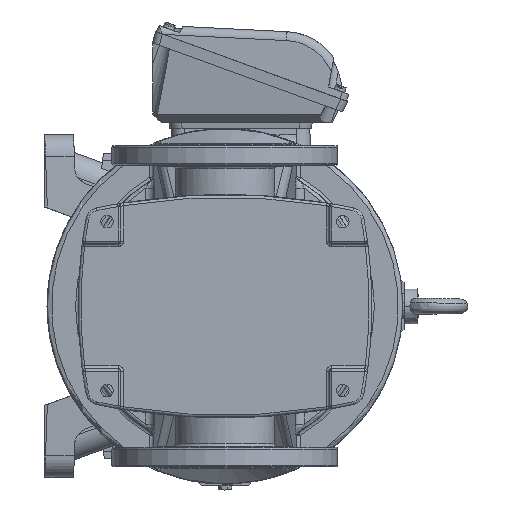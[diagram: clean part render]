
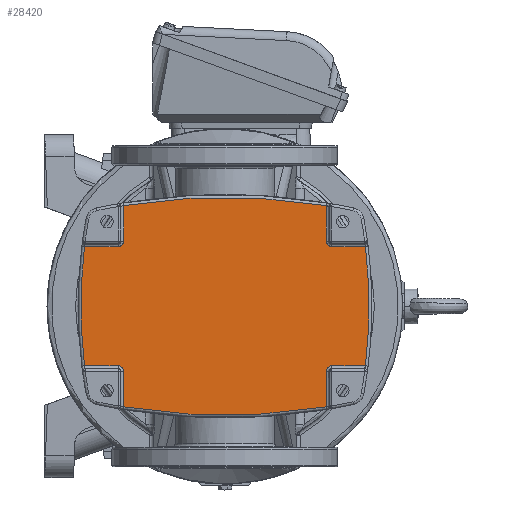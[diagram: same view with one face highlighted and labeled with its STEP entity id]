
A CAD part, front view. The second image highlights one B-rep face of the part: STEP entity #28420.
In plain terms, the highlighted planar face has unit normal (0, -1, 0).
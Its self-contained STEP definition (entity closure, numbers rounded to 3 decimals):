
#1092 = DIRECTION ( 'NONE',  ( 0.164, 0., 0.987 ) ) ;
#4001 = DIRECTION ( 'NONE',  ( 0., 1., 0. ) ) ;
#5717 = AXIS2_PLACEMENT_3D ( 'NONE', #138197, #114399, #52558 ) ;
#6035 = VERTEX_POINT ( 'NONE', #9270 ) ;
#6581 = DIRECTION ( 'NONE',  ( -1., 0., 0. ) ) ;
#7079 = AXIS2_PLACEMENT_3D ( 'NONE', #115410, #92380, #114632 ) ;
#7330 = VERTEX_POINT ( 'NONE', #113692 ) ;
#9270 = CARTESIAN_POINT ( 'NONE',  ( -4.488, 0.787, -2.874 ) ) ;
#11912 = DIRECTION ( 'NONE',  ( 0., -1., 0. ) ) ;
#12239 = CIRCLE ( 'NONE', #100901, 0.236 ) ;
#12777 = EDGE_CURVE ( 'NONE', #53509, #89170, #150924, .T. ) ;
#14108 = CIRCLE ( 'NONE', #140778, 27.441 ) ;
#22190 = DIRECTION ( 'NONE',  ( 0., 0., -1. ) ) ;
#22958 = DIRECTION ( 'NONE',  ( 0., 1., 0. ) ) ;
#25708 = CARTESIAN_POINT ( 'NONE',  ( 4.488, 0.787, 4.453 ) ) ;
#27163 = CARTESIAN_POINT ( 'NONE',  ( -4.488, 0.787, -4.453 ) ) ;
#27702 = VECTOR ( 'NONE', #66472, 39.37 ) ;
#28071 = VECTOR ( 'NONE', #117687, 39.37 ) ;
#28420 = ADVANCED_FACE ( 'NONE', ( #138766 ), #42021, .F. ) ;
#28440 = DIRECTION ( 'NONE',  ( -1., 0., 0. ) ) ;
#28913 = EDGE_CURVE ( 'NONE', #38868, #149457, #14108, .T. ) ;
#28972 = VECTOR ( 'NONE', #87714, 39.37 ) ;
#31449 = ORIENTED_EDGE ( 'NONE', *, *, #28913, .T. ) ;
#35387 = DIRECTION ( 'NONE',  ( 0., -1., 0. ) ) ;
#38292 = ORIENTED_EDGE ( 'NONE', *, *, #87711, .T. ) ;
#38484 = VECTOR ( 'NONE', #28440, 39.37 ) ;
#38868 = VERTEX_POINT ( 'NONE', #27163 ) ;
#39338 = CARTESIAN_POINT ( 'NONE',  ( -4.488, 0.787, 4.453 ) ) ;
#42021 = PLANE ( 'NONE',  #62077 ) ;
#43163 = CARTESIAN_POINT ( 'NONE',  ( 4.488, 0.787, -4.453 ) ) ;
#43827 = EDGE_CURVE ( 'NONE', #89170, #67897, #12239, .T. ) ;
#45043 = LINE ( 'NONE', #102992, #27702 ) ;
#45514 = VERTEX_POINT ( 'NONE', #153506 ) ;
#46757 = CARTESIAN_POINT ( 'NONE',  ( 4.724, 0.787, 2.874 ) ) ;
#47234 = ORIENTED_EDGE ( 'NONE', *, *, #79846, .T. ) ;
#47378 = CARTESIAN_POINT ( 'NONE',  ( 4.488, 0.787, 2.874 ) ) ;
#47920 = ORIENTED_EDGE ( 'NONE', *, *, #48663, .T. ) ;
#47993 = EDGE_CURVE ( 'NONE', #101168, #53509, #117112, .T. ) ;
#48069 = CIRCLE ( 'NONE', #136730, 21.535 ) ;
#48284 = LINE ( 'NONE', #133923, #52677 ) ;
#48663 = EDGE_CURVE ( 'NONE', #67897, #152427, #77343, .T. ) ;
#50422 = CARTESIAN_POINT ( 'NONE',  ( 0., 0.787, 22.618 ) ) ;
#51347 = ORIENTED_EDGE ( 'NONE', *, *, #126880, .T. ) ;
#52558 = DIRECTION ( 'NONE',  ( 0.992, 0., -0.122 ) ) ;
#52677 = VECTOR ( 'NONE', #84000, 39.37 ) ;
#53509 = VERTEX_POINT ( 'NONE', #131462 ) ;
#58319 = ORIENTED_EDGE ( 'NONE', *, *, #58566, .T. ) ;
#58566 = EDGE_CURVE ( 'NONE', #6035, #38868, #48284, .T. ) ;
#58736 = CARTESIAN_POINT ( 'NONE',  ( -4.724, 0.787, 2.874 ) ) ;
#58918 = CARTESIAN_POINT ( 'NONE',  ( 6.216, 0.787, -2.638 ) ) ;
#60275 = DIRECTION ( 'NONE',  ( -0.992, 0., 0.122 ) ) ;
#62077 = AXIS2_PLACEMENT_3D ( 'NONE', #101511, #4001, #76903 ) ;
#62331 = ORIENTED_EDGE ( 'NONE', *, *, #43827, .T. ) ;
#63511 = VERTEX_POINT ( 'NONE', #150186 ) ;
#64074 = CARTESIAN_POINT ( 'NONE',  ( -6.216, 0.787, -2.638 ) ) ;
#66472 = DIRECTION ( 'NONE',  ( 1., 0., 0. ) ) ;
#67897 = VERTEX_POINT ( 'NONE', #47378 ) ;
#75359 = ORIENTED_EDGE ( 'NONE', *, *, #92895, .T. ) ;
#75411 = ORIENTED_EDGE ( 'NONE', *, *, #99356, .T. ) ;
#75432 = CIRCLE ( 'NONE', #7079, 0.236 ) ;
#75630 = CIRCLE ( 'NONE', #108607, 0.236 ) ;
#76775 = CARTESIAN_POINT ( 'NONE',  ( 4.488, 0.787, -2.874 ) ) ;
#76903 = DIRECTION ( 'NONE',  ( 1., 0., 0. ) ) ;
#77343 = LINE ( 'NONE', #128045, #112158 ) ;
#77429 = VECTOR ( 'NONE', #133025, 39.37 ) ;
#79741 = DIRECTION ( 'NONE',  ( 0., 1., 0. ) ) ;
#79846 = EDGE_CURVE ( 'NONE', #152427, #92114, #143827, .T. ) ;
#82310 = EDGE_LOOP ( 'NONE', ( #31449, #75411, #156988, #137814, #148911, #95224, #62331, #47920, #47234, #107792, #135399, #38292, #51347, #75359, #152333, #58319 ) ) ;
#84000 = DIRECTION ( 'NONE',  ( 0., 0., -1. ) ) ;
#87178 = CARTESIAN_POINT ( 'NONE',  ( 4.724, 0.787, -2.874 ) ) ;
#87711 = EDGE_CURVE ( 'NONE', #63511, #7330, #149766, .T. ) ;
#87714 = DIRECTION ( 'NONE',  ( 0., 0., -1. ) ) ;
#88140 = AXIS2_PLACEMENT_3D ( 'NONE', #100205, #136656, #1092 ) ;
#89170 = VERTEX_POINT ( 'NONE', #95011 ) ;
#89938 = EDGE_CURVE ( 'NONE', #154400, #63511, #152932, .T. ) ;
#90276 = CARTESIAN_POINT ( 'NONE',  ( -4.724, 0.787, 2.638 ) ) ;
#91426 = CARTESIAN_POINT ( 'NONE',  ( 6.216, 0.787, 2.638 ) ) ;
#91962 = VERTEX_POINT ( 'NONE', #93998 ) ;
#92114 = VERTEX_POINT ( 'NONE', #123273 ) ;
#92128 = AXIS2_PLACEMENT_3D ( 'NONE', #58736, #144381, #143617 ) ;
#92380 = DIRECTION ( 'NONE',  ( 0., 1., 0. ) ) ;
#92895 = EDGE_CURVE ( 'NONE', #143929, #45514, #110033, .T. ) ;
#93998 = CARTESIAN_POINT ( 'NONE',  ( 4.724, 0.787, -2.638 ) ) ;
#95011 = CARTESIAN_POINT ( 'NONE',  ( 4.724, 0.787, 2.638 ) ) ;
#95224 = ORIENTED_EDGE ( 'NONE', *, *, #12777, .T. ) ;
#99356 = EDGE_CURVE ( 'NONE', #149457, #134802, #138370, .T. ) ;
#100205 = CARTESIAN_POINT ( 'NONE',  ( 0., 0.787, -22.618 ) ) ;
#100901 = AXIS2_PLACEMENT_3D ( 'NONE', #46757, #22958, #22190 ) ;
#101168 = VERTEX_POINT ( 'NONE', #58918 ) ;
#101511 = CARTESIAN_POINT ( 'NONE',  ( 0., 0.787, 0. ) ) ;
#102992 = CARTESIAN_POINT ( 'NONE',  ( 4.724, 0.787, -2.638 ) ) ;
#107792 = ORIENTED_EDGE ( 'NONE', *, *, #137557, .T. ) ;
#108607 = AXIS2_PLACEMENT_3D ( 'NONE', #87178, #79741, #124413 ) ;
#110033 = LINE ( 'NONE', #124246, #77429 ) ;
#112158 = VECTOR ( 'NONE', #126500, 39.37 ) ;
#113692 = CARTESIAN_POINT ( 'NONE',  ( -6.216, 0.787, 2.638 ) ) ;
#114399 = DIRECTION ( 'NONE',  ( 0., -1., 0. ) ) ;
#114632 = DIRECTION ( 'NONE',  ( 0., 0., 1. ) ) ;
#115410 = CARTESIAN_POINT ( 'NONE',  ( -4.724, 0.787, -2.874 ) ) ;
#116927 = CARTESIAN_POINT ( 'NONE',  ( 4.488, 0.787, -4.453 ) ) ;
#117112 = CIRCLE ( 'NONE', #5717, 21.535 ) ;
#117687 = DIRECTION ( 'NONE',  ( 0., 0., 1. ) ) ;
#120496 = CARTESIAN_POINT ( 'NONE',  ( -4.488, 0.787, 2.874 ) ) ;
#120550 = CARTESIAN_POINT ( 'NONE',  ( 15.157, 0.787, 0. ) ) ;
#121799 = DIRECTION ( 'NONE',  ( -0.164, 0., -0.987 ) ) ;
#121821 = LINE ( 'NONE', #39338, #28972 ) ;
#123273 = CARTESIAN_POINT ( 'NONE',  ( -4.488, 0.787, 4.453 ) ) ;
#124246 = CARTESIAN_POINT ( 'NONE',  ( -6.216, 0.787, -2.638 ) ) ;
#124413 = DIRECTION ( 'NONE',  ( -1., 0., 0. ) ) ;
#126004 = EDGE_CURVE ( 'NONE', #91962, #101168, #45043, .T. ) ;
#126500 = DIRECTION ( 'NONE',  ( 0., 0., 1. ) ) ;
#126880 = EDGE_CURVE ( 'NONE', #7330, #143929, #48069, .T. ) ;
#128045 = CARTESIAN_POINT ( 'NONE',  ( 4.488, 0.787, 2.874 ) ) ;
#129327 = VECTOR ( 'NONE', #6581, 39.37 ) ;
#131462 = CARTESIAN_POINT ( 'NONE',  ( 6.216, 0.787, 2.638 ) ) ;
#133025 = DIRECTION ( 'NONE',  ( 1., 0., 0. ) ) ;
#133923 = CARTESIAN_POINT ( 'NONE',  ( -4.488, 0.787, -2.874 ) ) ;
#134802 = VERTEX_POINT ( 'NONE', #76775 ) ;
#135399 = ORIENTED_EDGE ( 'NONE', *, *, #89938, .T. ) ;
#136656 = DIRECTION ( 'NONE',  ( 0., -1., 0. ) ) ;
#136730 = AXIS2_PLACEMENT_3D ( 'NONE', #120550, #11912, #60275 ) ;
#137557 = EDGE_CURVE ( 'NONE', #92114, #154400, #121821, .T. ) ;
#137814 = ORIENTED_EDGE ( 'NONE', *, *, #126004, .T. ) ;
#138197 = CARTESIAN_POINT ( 'NONE',  ( -15.157, 0.787, 0. ) ) ;
#138370 = LINE ( 'NONE', #43163, #28071 ) ;
#138766 = FACE_OUTER_BOUND ( 'NONE', #82310, .T. ) ;
#140778 = AXIS2_PLACEMENT_3D ( 'NONE', #50422, #35387, #121799 ) ;
#143617 = DIRECTION ( 'NONE',  ( 1., 0., 0. ) ) ;
#143827 = CIRCLE ( 'NONE', #88140, 27.441 ) ;
#143929 = VERTEX_POINT ( 'NONE', #64074 ) ;
#144218 = EDGE_CURVE ( 'NONE', #45514, #6035, #75432, .T. ) ;
#144381 = DIRECTION ( 'NONE',  ( 0., 1., 0. ) ) ;
#148911 = ORIENTED_EDGE ( 'NONE', *, *, #47993, .T. ) ;
#149457 = VERTEX_POINT ( 'NONE', #116927 ) ;
#149766 = LINE ( 'NONE', #90276, #38484 ) ;
#150186 = CARTESIAN_POINT ( 'NONE',  ( -4.724, 0.787, 2.638 ) ) ;
#150924 = LINE ( 'NONE', #91426, #129327 ) ;
#152333 = ORIENTED_EDGE ( 'NONE', *, *, #144218, .T. ) ;
#152427 = VERTEX_POINT ( 'NONE', #25708 ) ;
#152932 = CIRCLE ( 'NONE', #92128, 0.236 ) ;
#153135 = EDGE_CURVE ( 'NONE', #134802, #91962, #75630, .T. ) ;
#153506 = CARTESIAN_POINT ( 'NONE',  ( -4.724, 0.787, -2.638 ) ) ;
#154400 = VERTEX_POINT ( 'NONE', #120496 ) ;
#156988 = ORIENTED_EDGE ( 'NONE', *, *, #153135, .T. ) ;
